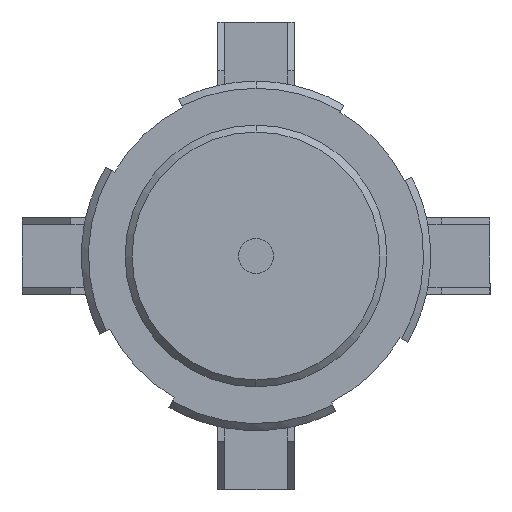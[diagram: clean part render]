
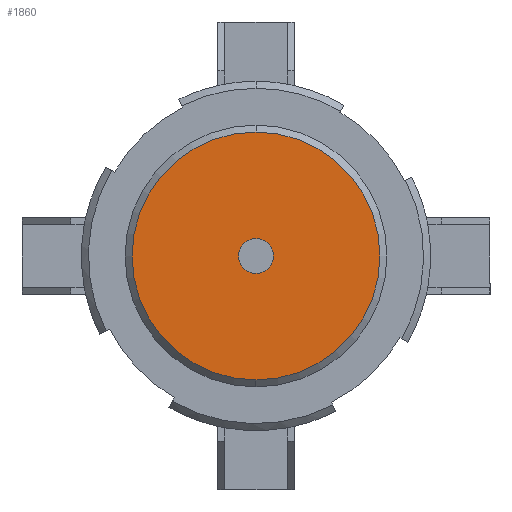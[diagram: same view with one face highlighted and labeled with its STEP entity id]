
A CAD part, front view. The second image highlights one B-rep face of the part: STEP entity #1860.
In plain terms, the highlighted face is planar.
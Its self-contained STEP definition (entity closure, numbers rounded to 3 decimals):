
#30 = EDGE_LOOP ( 'NONE', ( #2465, #2371 ) ) ;
#63 = EDGE_CURVE ( 'NONE', #976, #2115, #2425, .T. ) ;
#110 = ORIENTED_EDGE ( 'NONE', *, *, #63, .T. ) ;
#144 = DIRECTION ( 'NONE',  ( 0., 0., 1. ) ) ;
#262 = DIRECTION ( 'NONE',  ( 0., -1., 0. ) ) ;
#278 = DIRECTION ( 'NONE',  ( 0., 0., 1. ) ) ;
#438 = DIRECTION ( 'NONE',  ( 0., 0., 1. ) ) ;
#554 = CARTESIAN_POINT ( 'NONE',  ( 0., 0., 31. ) ) ;
#585 = CIRCLE ( 'NONE', #1912, 5. ) ;
#617 = PLANE ( 'NONE',  #905 ) ;
#713 = EDGE_CURVE ( 'NONE', #2115, #976, #2466, .T. ) ;
#808 = FACE_BOUND ( 'NONE', #30, .T. ) ;
#817 = AXIS2_PLACEMENT_3D ( 'NONE', #1970, #278, #262 ) ;
#841 = DIRECTION ( 'NONE',  ( 0., -1., 0. ) ) ;
#903 = DIRECTION ( 'NONE',  ( 0., -1., 0. ) ) ;
#905 = AXIS2_PLACEMENT_3D ( 'NONE', #1387, #438, #1959 ) ;
#969 = ORIENTED_EDGE ( 'NONE', *, *, #713, .T. ) ;
#976 = VERTEX_POINT ( 'NONE', #1715 ) ;
#1019 = CARTESIAN_POINT ( 'NONE',  ( 0., 0., 31. ) ) ;
#1029 = CIRCLE ( 'NONE', #1821, 5. ) ;
#1157 = EDGE_LOOP ( 'NONE', ( #969, #110 ) ) ;
#1166 = CARTESIAN_POINT ( 'NONE',  ( 0., 5., 31. ) ) ;
#1179 = VERTEX_POINT ( 'NONE', #1291 ) ;
#1291 = CARTESIAN_POINT ( 'NONE',  ( 0., -5., 31. ) ) ;
#1386 = AXIS2_PLACEMENT_3D ( 'NONE', #1019, #1398, #1778 ) ;
#1387 = CARTESIAN_POINT ( 'NONE',  ( 0., 0., 31. ) ) ;
#1398 = DIRECTION ( 'NONE',  ( 0., 0., 1. ) ) ;
#1413 = EDGE_CURVE ( 'NONE', #1179, #2231, #1029, .T. ) ;
#1569 = FACE_OUTER_BOUND ( 'NONE', #1157, .T. ) ;
#1583 = DIRECTION ( 'NONE',  ( 0., 0., 1. ) ) ;
#1715 = CARTESIAN_POINT ( 'NONE',  ( 0., -35.5, 31. ) ) ;
#1733 = CARTESIAN_POINT ( 'NONE',  ( 0., 0., 31. ) ) ;
#1778 = DIRECTION ( 'NONE',  ( 0., -1., 0. ) ) ;
#1821 = AXIS2_PLACEMENT_3D ( 'NONE', #1733, #1583, #841 ) ;
#1860 = ADVANCED_FACE ( 'NONE', ( #808, #1569 ), #617, .T. ) ;
#1912 = AXIS2_PLACEMENT_3D ( 'NONE', #554, #144, #903 ) ;
#1959 = DIRECTION ( 'NONE',  ( 0., -1., 0. ) ) ;
#1970 = CARTESIAN_POINT ( 'NONE',  ( 0., 0., 31. ) ) ;
#2034 = CARTESIAN_POINT ( 'NONE',  ( 0., 35.5, 31. ) ) ;
#2115 = VERTEX_POINT ( 'NONE', #2034 ) ;
#2231 = VERTEX_POINT ( 'NONE', #1166 ) ;
#2371 = ORIENTED_EDGE ( 'NONE', *, *, #1413, .F. ) ;
#2425 = CIRCLE ( 'NONE', #817, 35.5 ) ;
#2465 = ORIENTED_EDGE ( 'NONE', *, *, #2467, .F. ) ;
#2466 = CIRCLE ( 'NONE', #1386, 35.5 ) ;
#2467 = EDGE_CURVE ( 'NONE', #2231, #1179, #585, .T. ) ;
